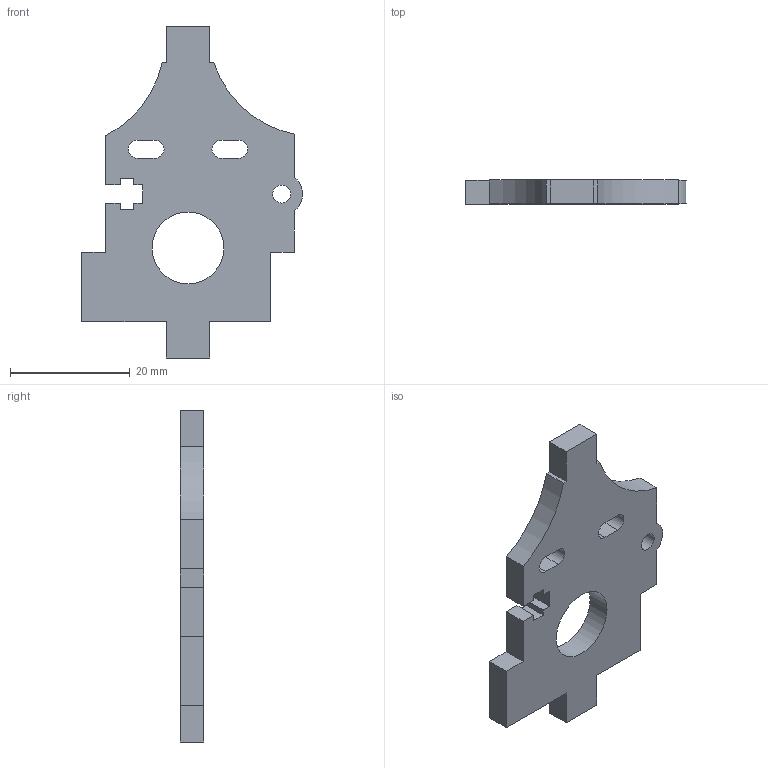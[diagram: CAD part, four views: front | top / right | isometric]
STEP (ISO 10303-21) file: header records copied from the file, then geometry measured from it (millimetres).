
FILE_DESCRIPTION (( 'STEP AP214' ), '1' );
FILE_NAME ('1063-A2P-A.STEP', '2013-05-15T14:43:36', ( '3DAssist' ), ( '' ), 'SwSTEP 2.0', 'SolidWorks 2013', '' );
FILE_SCHEMA (( 'AUTOMOTIVE_DESIGN' ));
Length unit declared in the file: millimetre
Products named in the file (1): 1063-A2P-A
Bounding box: 36.94 x 4 x 55.5 mm (x, y, z)
Volume: 4392 mm3; surface area: 3257.3 mm2
Topology: 1 solids, 1 shells, 44 faces, 126 edges, 84 vertices
Faces by surface type: plane 35, cylinder 9
Full cylindrical faces by diameter (mm): 3 x1, 12 x1
Entity records: 1468 total; most frequent: CARTESIAN_POINT 253, ORIENTED_EDGE 248, DIRECTION 232, EDGE_CURVE 124, VECTOR 106, LINE 106, VERTEX_POINT 84, AXIS2_PLACEMENT_3D 63
